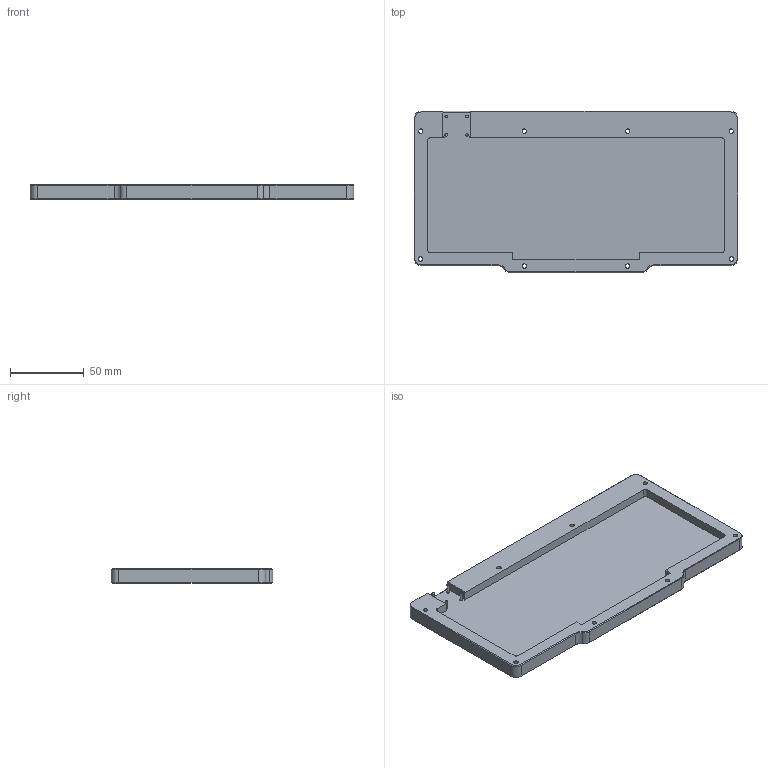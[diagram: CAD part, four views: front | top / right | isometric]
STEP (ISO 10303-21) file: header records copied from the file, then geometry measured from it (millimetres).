
FILE_DESCRIPTION(/* description */ (''),/* implementation_level */ '2;1');
FILE_NAME(/* name */ 'Smolboat Cutiepie Bottom Posts.step',/* time_stamp */ '2024-01-09T17:23:09-08:00',/* author */ (''),/* organization */ (''),/* preprocessor_version */ 'ST-DEVELOPER v20',/* originating_system */ 'Autodesk Translation Framework v12.14.0.127',/* authorisation */ '');
FILE_SCHEMA (('AUTOMOTIVE_DESIGN { 1 0 10303 214 3 1 1 }'));
Length unit declared in the file: millimetre
Products named in the file (1): Smolboat Cutiepie Bottom Posts
Bounding box: 219.53 x 109.46 x 10 mm (x, y, z)
Volume: 135052.8 mm3; surface area: 57027.4 mm2
Topology: 1 solids, 1 shells, 96 faces, 228 edges, 138 vertices
Faces by surface type: plane 42, cylinder 28, cone 26
Full cylindrical faces by diameter (mm): 1.8 x4, 3 x8
Entity records: 2792 total; most frequent: DIRECTION 504, CARTESIAN_POINT 463, ORIENTED_EDGE 456, EDGE_CURVE 228, AXIS2_PLACEMENT_3D 179, LINE 146, VECTOR 146, VERTEX_POINT 138
